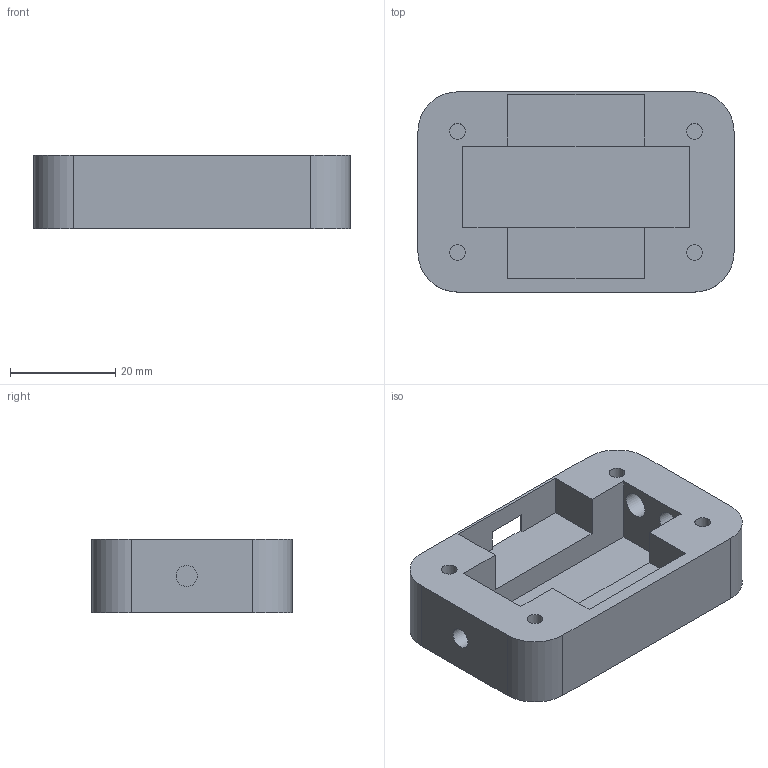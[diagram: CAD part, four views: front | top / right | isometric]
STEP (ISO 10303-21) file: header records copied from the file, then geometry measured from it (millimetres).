
FILE_DESCRIPTION(('HOOPS Exchange Step'),'2;1');
FILE_NAME('export-AF892ABE-E59E-42A0-A903-FE0E3E280C78.stp','2022-12-03T20:10:18+01:00',('malte'),('Alibre'),'HOOPS Exchange 2020.1','Alibre','Unknown authorisation');
FILE_SCHEMA( ('AP242_MANAGED_MODEL_BASED_3D_ENGINEERING_MIM_LF {1 0 10303 442 1 1 4 }') );
Length unit declared in the file: millimetre
Products named in the file (1): Gehäuse_u
Bounding box: 60 x 38 x 14 mm (x, y, z)
Volume: 18130.6 mm3; surface area: 9359.3 mm2
Topology: 1 solids, 1 shells, 37 faces, 104 edges, 73 vertices
Faces by surface type: plane 26, cylinder 11
Full cylindrical faces by diameter (mm): 3 x4, 4 x1, 5 x2
Entity records: 1265 total; most frequent: CARTESIAN_POINT 216, DIRECTION 215, ORIENTED_EDGE 208, EDGE_CURVE 104, VERTEX_POINT 73, AXIS2_PLACEMENT_3D 72, VECTOR 71, LINE 71
